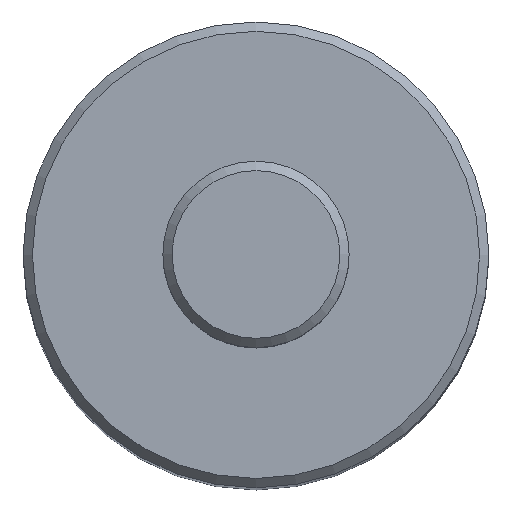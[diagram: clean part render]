
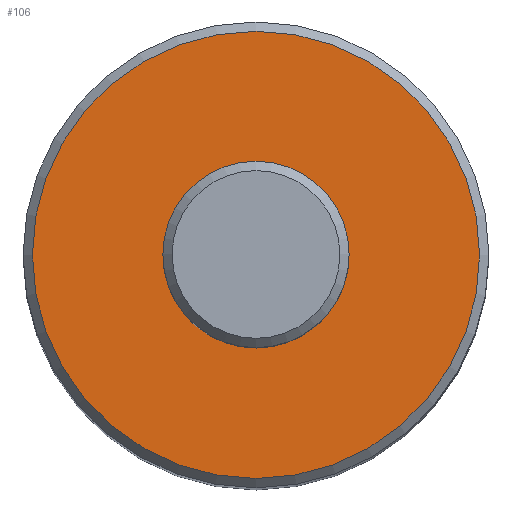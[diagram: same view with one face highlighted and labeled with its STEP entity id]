
A CAD part, top view. The second image highlights one B-rep face of the part: STEP entity #106.
In plain terms, the highlighted planar face has unit normal (0, 0, 1).
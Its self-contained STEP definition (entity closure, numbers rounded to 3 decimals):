
#15=FACE_BOUND('',#35,.T.);
#17=PLANE('',#134);
#26=FACE_OUTER_BOUND('',#34,.T.);
#34=EDGE_LOOP('',(#91));
#35=EDGE_LOOP('',(#92));
#50=CIRCLE('',#127,2.5);
#51=CIRCLE('',#130,6.);
#57=VERTEX_POINT('',#183);
#58=VERTEX_POINT('',#188);
#66=EDGE_CURVE('',#57,#57,#50,.T.);
#67=EDGE_CURVE('',#58,#58,#51,.T.);
#91=ORIENTED_EDGE('',*,*,#67,.F.);
#92=ORIENTED_EDGE('',*,*,#66,.T.);
#106=ADVANCED_FACE('',(#26,#15),#17,.T.);
#127=AXIS2_PLACEMENT_3D('',#185,#150,#151);
#130=AXIS2_PLACEMENT_3D('',#189,#156,#157);
#134=AXIS2_PLACEMENT_3D('',#197,#166,#167);
#150=DIRECTION('center_axis',(0.,0.,-1.));
#151=DIRECTION('ref_axis',(1.,0.,0.));
#156=DIRECTION('center_axis',(0.,0.,-1.));
#157=DIRECTION('ref_axis',(1.,0.,0.));
#166=DIRECTION('center_axis',(0.,0.,1.));
#167=DIRECTION('ref_axis',(1.,0.,0.));
#183=CARTESIAN_POINT('',(-2.5,0.,34.));
#185=CARTESIAN_POINT('Origin',(0.,0.,34.));
#188=CARTESIAN_POINT('',(-6.,0.,34.));
#189=CARTESIAN_POINT('Origin',(0.,0.,34.));
#197=CARTESIAN_POINT('Origin',(0.,0.,34.));
